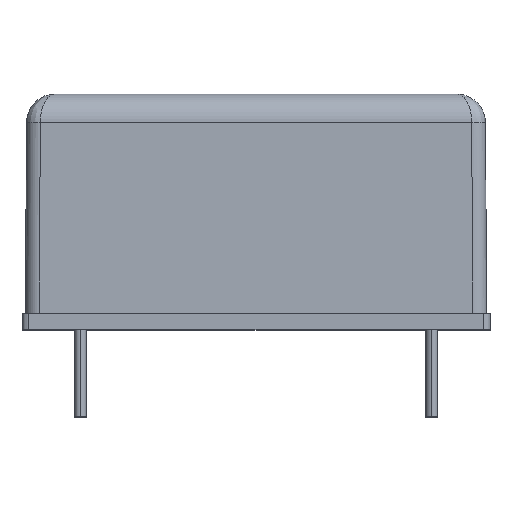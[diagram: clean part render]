
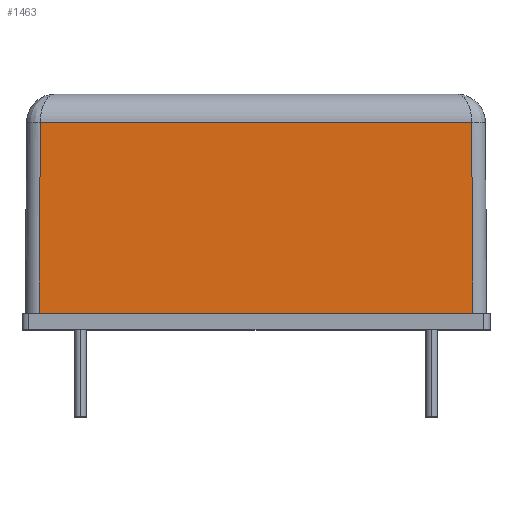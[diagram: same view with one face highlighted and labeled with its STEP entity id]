
A CAD part, top view. The second image highlights one B-rep face of the part: STEP entity #1463.
In plain terms, the highlighted planar face has unit normal (0, 0.005, 1).
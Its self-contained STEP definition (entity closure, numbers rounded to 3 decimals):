
#58 = CARTESIAN_POINT ( 'NONE',  ( -10., 0.7, 15.8 ) ) ;
#80 = CARTESIAN_POINT ( 'NONE',  ( -10., 0.7, 15.8 ) ) ;
#86 = DIRECTION ( 'NONE',  ( 1., 0., 0. ) ) ;
#94 = PLANE ( 'NONE',  #436 ) ;
#112 = VECTOR ( 'NONE', #1534, 1000. ) ;
#136 = DIRECTION ( 'NONE',  ( 0., 0.005, 1. ) ) ;
#191 = DIRECTION ( 'NONE',  ( 0., -1., 0.005 ) ) ;
#420 = EDGE_CURVE ( 'NONE', #1975, #1332, #745, .T. ) ;
#436 = AXIS2_PLACEMENT_3D ( 'NONE', #58, #136, #191 ) ;
#444 = CARTESIAN_POINT ( 'NONE',  ( 9.357, 8.957, 15.757 ) ) ;
#544 = DIRECTION ( 'NONE',  ( -0.005, 1., -0.005 ) ) ;
#588 = VECTOR ( 'NONE', #544, 1000. ) ;
#638 = VECTOR ( 'NONE', #86, 1000. ) ;
#719 = FACE_OUTER_BOUND ( 'NONE', #905, .T. ) ;
#745 = LINE ( 'NONE', #1411, #1193 ) ;
#839 = ORIENTED_EDGE ( 'NONE', *, *, #1149, .T. ) ;
#905 = EDGE_LOOP ( 'NONE', ( #1896, #1878, #2012, #839 ) ) ;
#1006 = CARTESIAN_POINT ( 'NONE',  ( 9.4, 0.7, 15.8 ) ) ;
#1097 = CARTESIAN_POINT ( 'NONE',  ( -9.357, 8.957, 15.757 ) ) ;
#1149 = EDGE_CURVE ( 'NONE', #1811, #2092, #1932, .T. ) ;
#1190 = CARTESIAN_POINT ( 'NONE',  ( -9.4, 0.697, 15.8 ) ) ;
#1193 = VECTOR ( 'NONE', #1400, 1000. ) ;
#1213 = EDGE_CURVE ( 'NONE', #2092, #1975, #1875, .T. ) ;
#1332 = VERTEX_POINT ( 'NONE', #1097 ) ;
#1400 = DIRECTION ( 'NONE',  ( -1., 0., 0. ) ) ;
#1411 = CARTESIAN_POINT ( 'NONE',  ( -9.35, 8.957, 15.757 ) ) ;
#1463 = ADVANCED_FACE ( 'NONE', ( #719 ), #94, .T. ) ;
#1464 = CARTESIAN_POINT ( 'NONE',  ( -9.4, 0.7, 15.8 ) ) ;
#1472 = LINE ( 'NONE', #1190, #112 ) ;
#1534 = DIRECTION ( 'NONE',  ( -0.005, -1., 0.005 ) ) ;
#1619 = CARTESIAN_POINT ( 'NONE',  ( 9.399, 0.802, 15.799 ) ) ;
#1811 = VERTEX_POINT ( 'NONE', #1464 ) ;
#1875 = LINE ( 'NONE', #1619, #588 ) ;
#1878 = ORIENTED_EDGE ( 'NONE', *, *, #420, .T. ) ;
#1896 = ORIENTED_EDGE ( 'NONE', *, *, #1213, .T. ) ;
#1932 = LINE ( 'NONE', #80, #638 ) ;
#1975 = VERTEX_POINT ( 'NONE', #444 ) ;
#2012 = ORIENTED_EDGE ( 'NONE', *, *, #2150, .T. ) ;
#2092 = VERTEX_POINT ( 'NONE', #1006 ) ;
#2150 = EDGE_CURVE ( 'NONE', #1332, #1811, #1472, .T. ) ;
